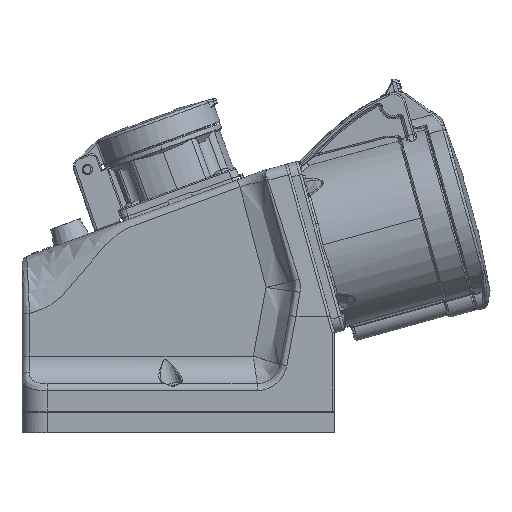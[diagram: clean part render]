
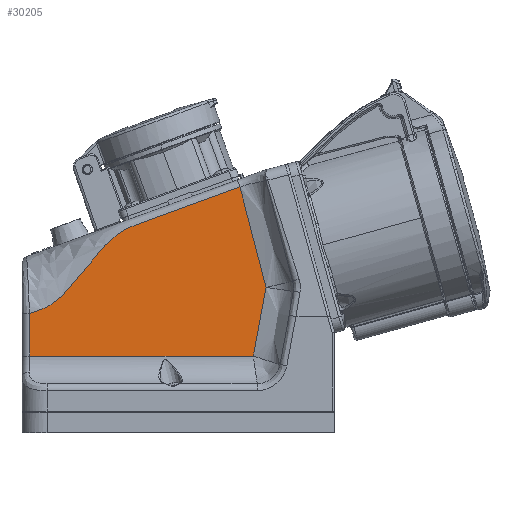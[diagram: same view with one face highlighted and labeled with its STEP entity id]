
A CAD part, top view. The second image highlights one B-rep face of the part: STEP entity #30205.
In plain terms, the highlighted planar face has unit normal (0, 0.009, 1).
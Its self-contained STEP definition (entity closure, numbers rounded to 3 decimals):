
#1552 = CARTESIAN_POINT ( 'NONE',  ( -34.407, 84.84, 29.905 ) ) ;
#3104 = CARTESIAN_POINT ( 'NONE',  ( -27.388, 58.054, 30.147 ) ) ;
#8252 = CARTESIAN_POINT ( 'NONE',  ( -52.189, 93.03, 29.831 ) ) ;
#9149 = VERTEX_POINT ( 'NONE', #62050 ) ;
#10471 = CARTESIAN_POINT ( 'NONE',  ( -22.5, 19., 30.5 ) ) ;
#14033 = B_SPLINE_CURVE_WITH_KNOTS ( 'NONE', 3,
 ( #106189, #58060, #96306, #48160 ),
 .UNSPECIFIED., .F., .F.,
 ( 4, 4 ),
 ( -0.027, 0.001 ),
 .UNSPECIFIED. ) ;
#16190 = CARTESIAN_POINT ( 'NONE',  ( -95.254, 77.355, 29.973 ) ) ;
#18118 = CARTESIAN_POINT ( 'NONE',  ( -103.166, 54.428, 30.18 ) ) ;
#18648 = CARTESIAN_POINT ( 'NONE',  ( -122., 19., 30.5 ) ) ;
#25252 = VERTEX_POINT ( 'NONE', #91022 ) ;
#25824 = CARTESIAN_POINT ( 'NONE',  ( -22.5, 30.63, 30.395 ) ) ;
#27952 = ORIENTED_EDGE ( 'NONE', *, *, #117468, .T. ) ;
#30205 = ADVANCED_FACE ( 'NONE', ( #110604 ), #128408, .T. ) ;
#36999 = ORIENTED_EDGE ( 'NONE', *, *, #120460, .T. ) ;
#37245 = CARTESIAN_POINT ( 'NONE',  ( -119.014, 48.66, 30.232 ) ) ;
#37745 = B_SPLINE_CURVE_WITH_KNOTS ( 'NONE', 3,
 ( #72725, #74019, #1552, #51633 ),
 .UNSPECIFIED., .F., .F.,
 ( 4, 4 ),
 ( 0., 0.042 ),
 .UNSPECIFIED. ) ;
#44962 = LINE ( 'NONE', #25824, #83176 ) ;
#47133 = CARTESIAN_POINT ( 'NONE',  ( -120.507, 48.116, 30.237 ) ) ;
#47786 = CARTESIAN_POINT ( 'NONE',  ( -80.899, 82.58, 29.926 ) ) ;
#48160 = CARTESIAN_POINT ( 'NONE',  ( -27.388, 58.054, 30.147 ) ) ;
#51633 = CARTESIAN_POINT ( 'NONE',  ( -37.834, 98.254, 29.784 ) ) ;
#54033 = VERTEX_POINT ( 'NONE', #3104 ) ;
#54698 = AXIS2_PLACEMENT_3D ( 'NONE', #10471, #108678, #100078 ) ;
#58035 = VECTOR ( 'NONE', #99047, 1000. ) ;
#58060 = CARTESIAN_POINT ( 'NONE',  ( -30.805, 39.775, 30.312 ) ) ;
#60218 = VERTEX_POINT ( 'NONE', #65142 ) ;
#62050 = CARTESIAN_POINT ( 'NONE',  ( -37.834, 98.254, 29.784 ) ) ;
#65142 = CARTESIAN_POINT ( 'NONE',  ( -122., 47.573, 30.242 ) ) ;
#69233 = VERTEX_POINT ( 'NONE', #124745 ) ;
#72013 = EDGE_CURVE ( 'NONE', #69233, #25252, #44962, .T. ) ;
#72725 = CARTESIAN_POINT ( 'NONE',  ( -27.388, 58.054, 30.147 ) ) ;
#74019 = CARTESIAN_POINT ( 'NONE',  ( -30.922, 71.44, 30.026 ) ) ;
#77444 = CARTESIAN_POINT ( 'NONE',  ( -122., 47.573, 30.242 ) ) ;
#83176 = VECTOR ( 'NONE', #86451, 1000. ) ;
#86451 = DIRECTION ( 'NONE',  ( 1., 0., 0. ) ) ;
#91022 = CARTESIAN_POINT ( 'NONE',  ( -32.481, 30.63, 30.395 ) ) ;
#96306 = CARTESIAN_POINT ( 'NONE',  ( -29.108, 48.916, 30.23 ) ) ;
#99047 = DIRECTION ( 'NONE',  ( 0., -1., 0.009 ) ) ;
#100078 = DIRECTION ( 'NONE',  ( 1., 0., 0. ) ) ;
#106189 = CARTESIAN_POINT ( 'NONE',  ( -32.481, 30.63, 30.395 ) ) ;
#108678 = DIRECTION ( 'NONE',  ( 0., 0.009, 1. ) ) ;
#108925 = LINE ( 'NONE', #18648, #58035 ) ;
#109156 = ORIENTED_EDGE ( 'NONE', *, *, #127175, .T. ) ;
#110604 = FACE_OUTER_BOUND ( 'NONE', #117290, .T. ) ;
#116315 = CARTESIAN_POINT ( 'NONE',  ( -117.521, 49.203, 30.227 ) ) ;
#117290 = EDGE_LOOP ( 'NONE', ( #36999, #109156, #119762, #120036, #27952 ) ) ;
#117468 = EDGE_CURVE ( 'NONE', #54033, #9149, #37745, .T. ) ;
#118258 = CARTESIAN_POINT ( 'NONE',  ( -66.544, 87.805, 29.878 ) ) ;
#119762 = ORIENTED_EDGE ( 'NONE', *, *, #72013, .T. ) ;
#120036 = ORIENTED_EDGE ( 'NONE', *, *, #127465, .T. ) ;
#120460 = EDGE_CURVE ( 'NONE', #9149, #60218, #128605, .T. ) ;
#124745 = CARTESIAN_POINT ( 'NONE',  ( -122., 30.63, 30.395 ) ) ;
#127175 = EDGE_CURVE ( 'NONE', #60218, #69233, #108925, .T. ) ;
#127465 = EDGE_CURVE ( 'NONE', #25252, #54033, #14033, .T. ) ;
#127475 = CARTESIAN_POINT ( 'NONE',  ( -37.834, 98.254, 29.784 ) ) ;
#128408 = PLANE ( 'NONE',  #54698 ) ;
#128605 = B_SPLINE_CURVE_WITH_KNOTS ( 'NONE', 3,
 ( #127475, #8252, #118258, #47786, #16190, #18118, #116315, #37245, #47133, #77444 ),
 .UNSPECIFIED., .F., .F.,
 ( 4, 3, 3, 4 ),
 ( 0., 0.153, 0.307, 0.323 ),
 .UNSPECIFIED. ) ;
